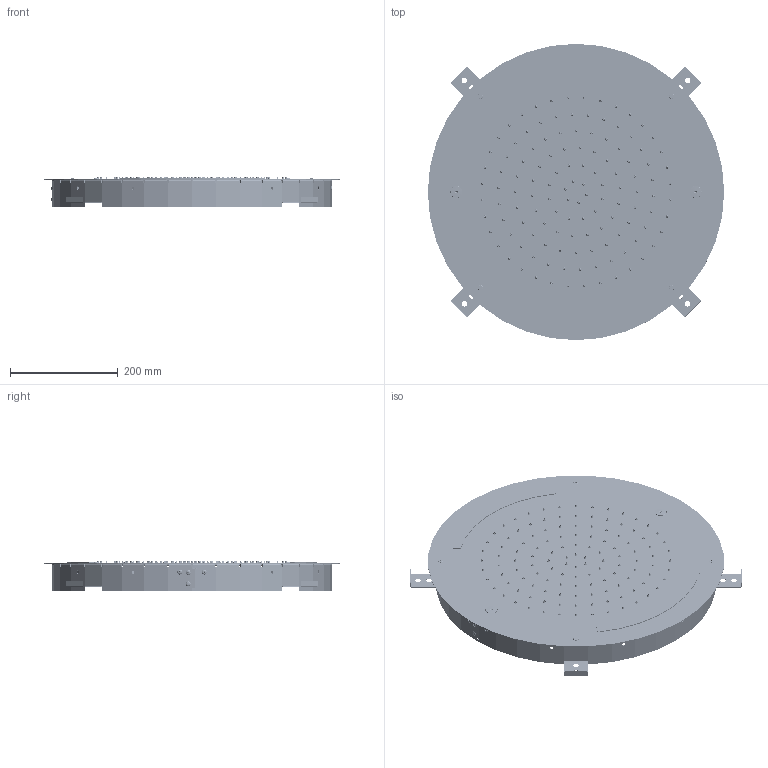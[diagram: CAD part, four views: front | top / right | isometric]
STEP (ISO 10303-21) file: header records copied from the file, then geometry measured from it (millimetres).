
FILE_DESCRIPTION(('STEP AP214'),'1');
FILE_NAME('Art.70431.stp','2023-06-12T05:33:30',(' '),(' '),'Spatial InterOp 3D',' ',' ');
FILE_SCHEMA(('AUTOMOTIVE_DESIGN { 1 0 10303 214 1 1 1 1 }'));
Length unit declared in the file: millimetre
Products named in the file (336): S.00317; ASSEM1; 23392RT; 23392; S.00104; 21910; Art.70431; S.00340; S.00110; S.00207; 21431; T.RA141; 24319; P.00100; C_13426; 22901; 23020; 22900; 22899; S.00180; STRIPS1000RGB; Seg. Guaina; Seg. LED; S.00421; A.00075; GrT.RA069 (Int); A.00081; A.00082; T.RA069; S.00185; 21911; T.RA063; 21853
Assembly tree (520 placements, depth 4):
  Art.70431
    23392RT
      S.00317  x6
        ASSEM1
        S.00317
      23392  x2
      S.00104  x8
        ASSEM1
        (unnamed)
        S.00104
      21910
    S.00340  x12
      ASSEM1
      (unnamed)
      (unnamed)
      (unnamed)
      (unnamed)
      (unnamed)
      (unnamed)
      (unnamed)
      (unnamed)
      S.00340
    S.00110  x4
    S.00207  x4
      ASSEM1
      S.00207
    21431
      ASSEM1
      (unnamed)
      (unnamed)
      (unnamed)
      (unnamed)
      (unnamed)
      (unnamed)
      (unnamed)
      (unnamed)
      (unnamed)
      (unnamed)
      (unnamed)
      (unnamed)
      (unnamed)
      (unnamed)
      (unnamed)
      (unnamed)
      (unnamed)
      (unnamed)
      (unnamed)
      (unnamed)
      (unnamed)
      (unnamed)
      (unnamed)
      (unnamed)
      (unnamed)
      (unnamed)
      (unnamed)
      (unnamed)
      (unnamed)
      (unnamed)
      (unnamed)
      (unnamed)
Bounding box: 550 x 550 x 55.3 mm (x, y, z)
Volume: 972888.2 mm3; surface area: 1565552.8 mm2
Topology: 228 solids, 228 shells, 7172 faces, 18073 edges, 11716 vertices
Faces by surface type: plane 2905, cylinder 2238, torus 1449, bspline 244, cone 216, sphere 120
Full cylindrical faces by diameter (mm): 0.4 x16, 1 x2, 1.5 x128, 1.7 x126, 2.6 x10, 3 x30, 3.1 x126, 3.3 x138, 4 x16, 4.2 x8, 4.4 x4, 4.5 x2, 4.6 x16, 4.8 x10, 5 x268, 5.2 x18, 6 x18, 6.2 x28, 6.5 x2, 6.6 x8, 6.9 x8, 7 x4, 8.2 x8, 8.566 x2, 9.5 x2, 10 x130, 10.5 x8, 12 x4, 14 x1, 14.95 x2
Entity records: 123576 total; most frequent: CARTESIAN_POINT 18721, DIRECTION 14624, ORIENTED_EDGE 12670, EDGE_CURVE 6335, AXIS2_PLACEMENT_3D 5239, VERTEX_POINT 4306, LINE 4146, VECTOR 4146
